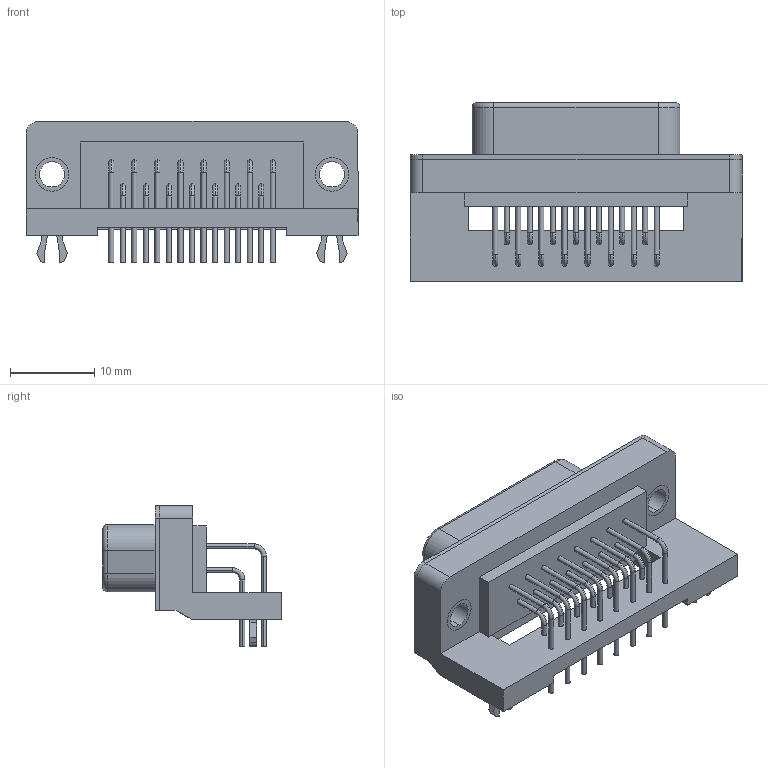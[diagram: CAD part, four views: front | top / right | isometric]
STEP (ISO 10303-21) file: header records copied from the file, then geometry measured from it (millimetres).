
FILE_DESCRIPTION((''),'2;1');
FILE_NAME('HARTING_09 66 252 6612.stp','2013-07-17T16:55:53',(''),(''),'Mechanical Desktop 2011','Mechanical Desktop 2011',', , ');
FILE_SCHEMA(('AUTOMOTIVE_DESIGN { 1 2 10303 214 1 1 1 1 }'));
Length unit declared in the file: millimetre
Products named in the file (1): Product
Bounding box: 39.5 x 21.2 x 16.8 mm (x, y, z)
Volume: 4580.2 mm3; surface area: 5528.8 mm2
Topology: 40 solids, 40 shells, 350 faces, 756 edges, 498 vertices
Faces by surface type: plane 156, cylinder 130, torus 34, cone 30
Entity records: 9731 total; most frequent: DIRECTION 1868, CARTESIAN_POINT 1605, ORIENTED_EDGE 1512, AXIS2_PLACEMENT_3D 761, EDGE_CURVE 756, VERTEX_POINT 498, CIRCLE 410, EDGE_LOOP 378
